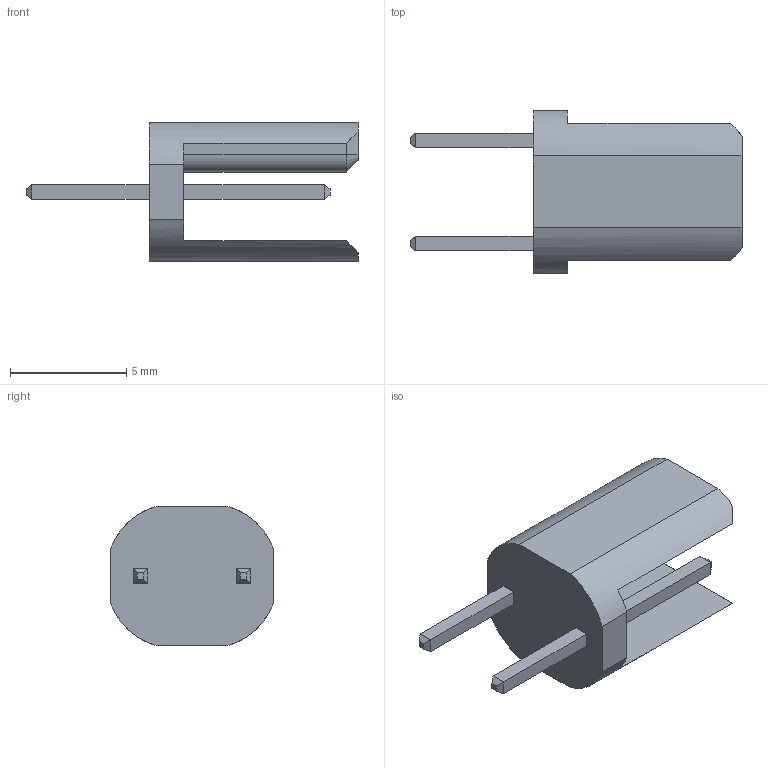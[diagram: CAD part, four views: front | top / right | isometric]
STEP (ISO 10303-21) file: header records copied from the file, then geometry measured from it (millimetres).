
FILE_DESCRIPTION(/* description */ (''),/* implementation_level */ '2;1');
FILE_NAME(/* name */ '09-6443-00-02_00.stp',/* time_stamp */ '2022-03-03T10:50:41+01:00',/* author */ (''),/* organization */ (''),/* preprocessor_version */ 'ST-DEVELOPER v16',/* originating_system */ 'SIEMENS PLM Software NX 11.0',/* authorisation */ '');
FILE_SCHEMA (('AUTOMOTIVE_DESIGN { 1 0 10303 214 3 1 1 1 }'));
Length unit declared in the file: millimetre
Products named in the file (1): pmay23F0E64E5q1w
Bounding box: 14.3 x 7 x 6 mm (x, y, z)
Volume: 140.2 mm3; surface area: 359.2 mm2
Topology: 1 solids, 1 shells, 60 faces, 142 edges, 88 vertices
Faces by surface type: plane 54, cylinder 5, cone 1
Entity records: 1717 total; most frequent: CARTESIAN_POINT 291, ORIENTED_EDGE 284, DIRECTION 283, EDGE_CURVE 142, LINE 123, VECTOR 123, VERTEX_POINT 88, AXIS2_PLACEMENT_3D 80
